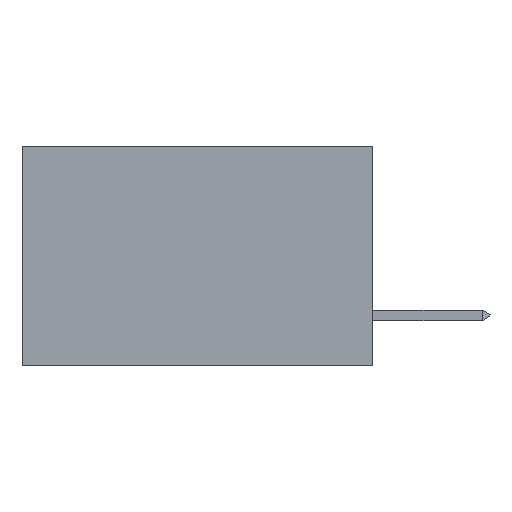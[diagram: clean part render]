
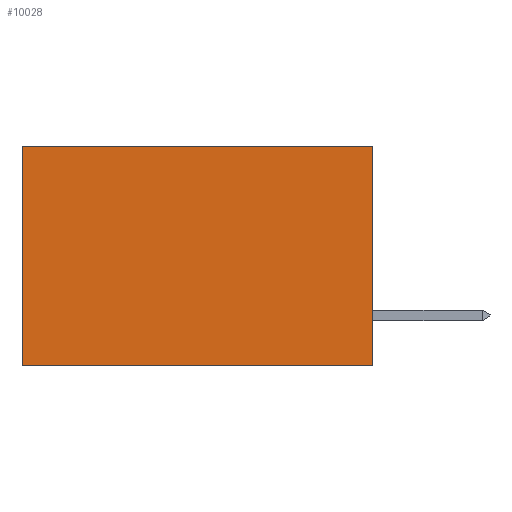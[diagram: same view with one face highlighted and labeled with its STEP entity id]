
A CAD part, left-side view. The second image highlights one B-rep face of the part: STEP entity #10028.
In plain terms, the highlighted planar face has unit normal (-1, 0, 0).
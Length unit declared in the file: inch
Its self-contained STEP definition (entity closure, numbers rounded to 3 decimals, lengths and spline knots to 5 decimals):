
#5 = VECTOR ( 'NONE', #23209, 39.37008 ) ;
#290 = VERTEX_POINT ( 'NONE', #25280 ) ;
#369 = EDGE_LOOP ( 'NONE', ( #5114, #16739, #6607, #13152 ) ) ;
#407 = EDGE_CURVE ( 'NONE', #6475, #14813, #22527, .T. ) ;
#784 = LINE ( 'NONE', #20727, #5 ) ;
#2080 = DIRECTION ( 'NONE',  ( 0., 0., -1. ) ) ;
#3487 = FACE_OUTER_BOUND ( 'NONE', #369, .T. ) ;
#5114 = ORIENTED_EDGE ( 'NONE', *, *, #407, .T. ) ;
#5197 = DIRECTION ( 'NONE',  ( 0., 0., -1. ) ) ;
#5932 = VERTEX_POINT ( 'NONE', #13987 ) ;
#6087 = EDGE_CURVE ( 'NONE', #290, #5932, #21682, .T. ) ;
#6475 = VERTEX_POINT ( 'NONE', #23662 ) ;
#6607 = ORIENTED_EDGE ( 'NONE', *, *, #6087, .F. ) ;
#6829 = VECTOR ( 'NONE', #16830, 39.37008 ) ;
#8923 = PLANE ( 'NONE',  #9284 ) ;
#9257 = VECTOR ( 'NONE', #5197, 39.37008 ) ;
#9284 = AXIS2_PLACEMENT_3D ( 'NONE', #26333, #11450, #28804 ) ;
#10028 = ADVANCED_FACE ( 'NONE', ( #3487 ), #8923, .F. ) ;
#11450 = DIRECTION ( 'NONE',  ( 1., 0., 0. ) ) ;
#13152 = ORIENTED_EDGE ( 'NONE', *, *, #15247, .T. ) ;
#13987 = CARTESIAN_POINT ( 'NONE',  ( 0.277, 0., -0.37 ) ) ;
#14297 = CARTESIAN_POINT ( 'NONE',  ( 0.277, 0., -0.37 ) ) ;
#14813 = VERTEX_POINT ( 'NONE', #28828 ) ;
#15040 = VECTOR ( 'NONE', #2080, 39.37008 ) ;
#15247 = EDGE_CURVE ( 'NONE', #290, #6475, #784, .T. ) ;
#16739 = ORIENTED_EDGE ( 'NONE', *, *, #21278, .F. ) ;
#16830 = DIRECTION ( 'NONE',  ( 0., 1., 0. ) ) ;
#17542 = CARTESIAN_POINT ( 'NONE',  ( 0.277, 0.59, -0.37 ) ) ;
#18553 = LINE ( 'NONE', #14297, #6829 ) ;
#20727 = CARTESIAN_POINT ( 'NONE',  ( 0.277, 0., 0. ) ) ;
#21278 = EDGE_CURVE ( 'NONE', #5932, #14813, #18553, .T. ) ;
#21682 = LINE ( 'NONE', #26899, #15040 ) ;
#22527 = LINE ( 'NONE', #17542, #9257 ) ;
#23209 = DIRECTION ( 'NONE',  ( 0., 1., 0. ) ) ;
#23662 = CARTESIAN_POINT ( 'NONE',  ( 0.277, 0.59, 0. ) ) ;
#25280 = CARTESIAN_POINT ( 'NONE',  ( 0.277, 0., 0. ) ) ;
#26333 = CARTESIAN_POINT ( 'NONE',  ( 0.277, 0., -0.37 ) ) ;
#26899 = CARTESIAN_POINT ( 'NONE',  ( 0.277, 0., -0.37 ) ) ;
#28804 = DIRECTION ( 'NONE',  ( 0., 0., -1. ) ) ;
#28828 = CARTESIAN_POINT ( 'NONE',  ( 0.277, 0.59, -0.37 ) ) ;
